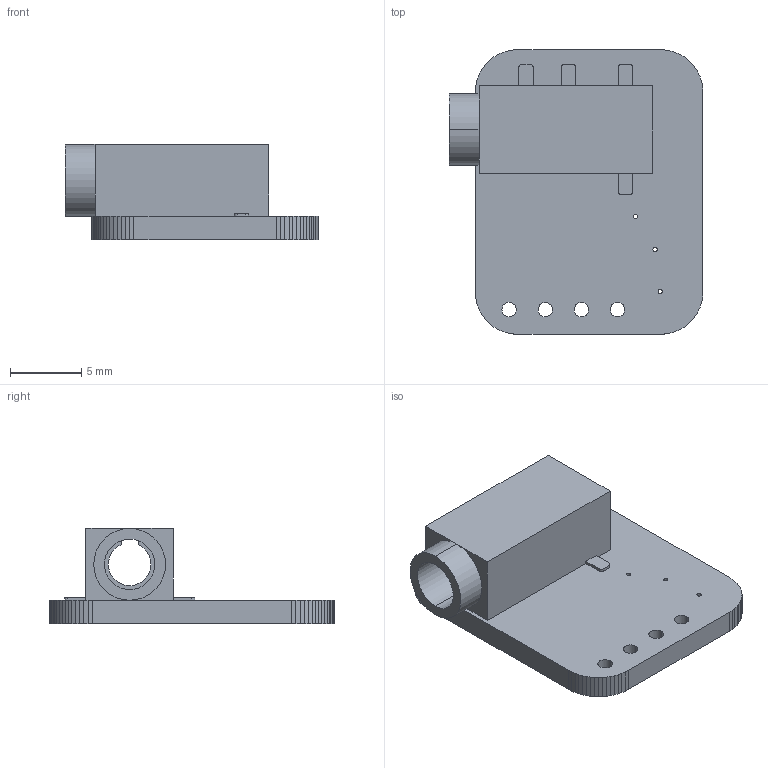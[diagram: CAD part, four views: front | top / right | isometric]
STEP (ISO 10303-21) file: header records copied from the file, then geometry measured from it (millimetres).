
FILE_DESCRIPTION(('PCB Model'),'2;1');
FILE_NAME('Audio Jack_1.STEP','2021-08-14T15:49:25',( 'pritesh'),('Unspecified'),'Open CASCADE STEP processor 6.8', 'Proteus','Unknown');
FILE_SCHEMA(('AUTOMOTIVE_DESIGN { 1 0 10303 214 1 1 1 1 }'));
Length unit declared in the file: millimetre
Products named in the file (7): Open CASCADE STEP translator 6.8 1; Layer_1; A2; Open CASCADE STEP translator 6.8 1.2.1; Body_1; =>[0:1:1:3]; =>[0:1:1:4]
Assembly tree (6 placements, depth 5):
  Open CASCADE STEP translator 6.8 1
    Layer_1
    A2
      Open CASCADE STEP translator 6.8 1.2.1
        Body_1
          =>[0:1:1:3]
          =>[0:1:1:4]
Bounding box: 17.84 x 20 x 6.69 mm (x, y, z)
Volume: 790.4 mm3; surface area: 1379.6 mm2
Topology: 3 solids, 3 shells, 136 faces, 380 edges, 252 vertices
Faces by surface type: plane 100, cylinder 36
Entity records: 4595 total; most frequent: CARTESIAN_POINT 784, ORIENTED_EDGE 760, DIRECTION 729, EDGE_CURVE 380, LINE 299, VECTOR 299, VERTEX_POINT 252, AXIS2_PLACEMENT_3D 215
